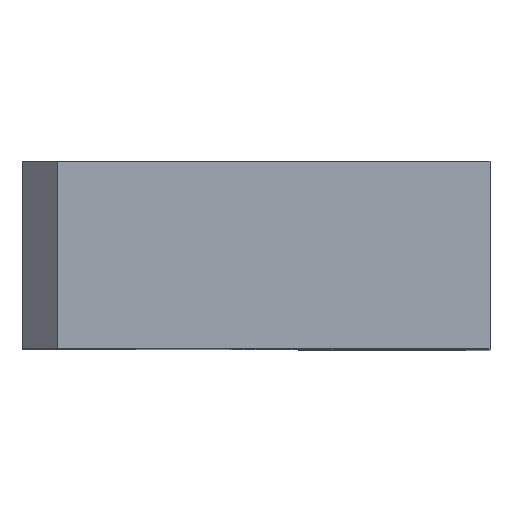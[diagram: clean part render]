
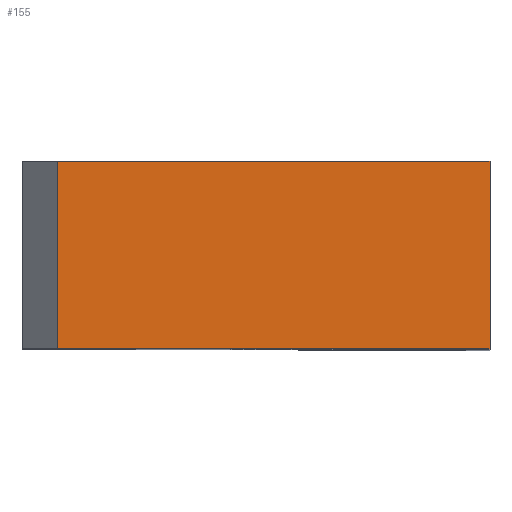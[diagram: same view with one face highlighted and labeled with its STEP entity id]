
A CAD part, top view. The second image highlights one B-rep face of the part: STEP entity #155.
In plain terms, the highlighted planar face has unit normal (0, 0, 1).
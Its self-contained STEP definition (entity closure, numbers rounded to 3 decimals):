
#69=EDGE_CURVE('241[3]',#186,#187,#188,.T.);
#81=EDGE_CURVE('241[3]',#206,#186,#207,.T.);
#152=EDGE_CURVE('241[3]',#187,#280,#297,.T.);
#155=ADVANCED_FACE('241[3]',(#300),#301,.T.);
#162=EDGE_CURVE('241[3]',#206,#280,#309,.T.);
#186=VERTEX_POINT('',#326);
#187=VERTEX_POINT('',#327);
#188=LINE('',#328,#329);
#206=VERTEX_POINT('',#354);
#207=LINE('',#355,#356);
#280=VERTEX_POINT('',#468);
#297=LINE('',#495,#496);
#300=FACE_OUTER_BOUND('',#500,.T.);
#301=PLANE('',#501);
#309=LINE('',#513,#514);
#326=CARTESIAN_POINT('',(-12.5,0.,10.0));
#327=CARTESIAN_POINT('',(-12.5,-8.0,10.0));
#328=CARTESIAN_POINT('',(-12.5,0.,10.0));
#329=VECTOR('',#521,1.0);
#354=CARTESIAN_POINT('',(6.0,0.,10.0));
#355=CARTESIAN_POINT('',(6.0,0.,10.0));
#356=VECTOR('',#540,1.0);
#468=CARTESIAN_POINT('',(6.0,-8.0,10.0));
#495=CARTESIAN_POINT('',(6.0,-8.0,10.0));
#496=VECTOR('',#643,1.0);
#500=EDGE_LOOP('',(#645,#646,#647,#648));
#501=AXIS2_PLACEMENT_3D('',#649,#650,#651);
#513=CARTESIAN_POINT('',(6.0,0.,10.0));
#514=VECTOR('',#661,1.0);
#521=DIRECTION('',(0.,-1.0,0.));
#540=DIRECTION('',(-1.0,0.,0.));
#643=DIRECTION('',(1.0,0.,0.));
#645=ORIENTED_EDGE('',*,*,#152,.T.);
#646=ORIENTED_EDGE('',*,*,#162,.F.);
#647=ORIENTED_EDGE('',*,*,#81,.T.);
#648=ORIENTED_EDGE('',*,*,#69,.T.);
#649=CARTESIAN_POINT('',(-3.25,0.,10.0));
#650=DIRECTION('',(0.,0.,1.0));
#651=DIRECTION('',(-1.0,0.,0.));
#661=DIRECTION('',(0.,-1.0,0.));
